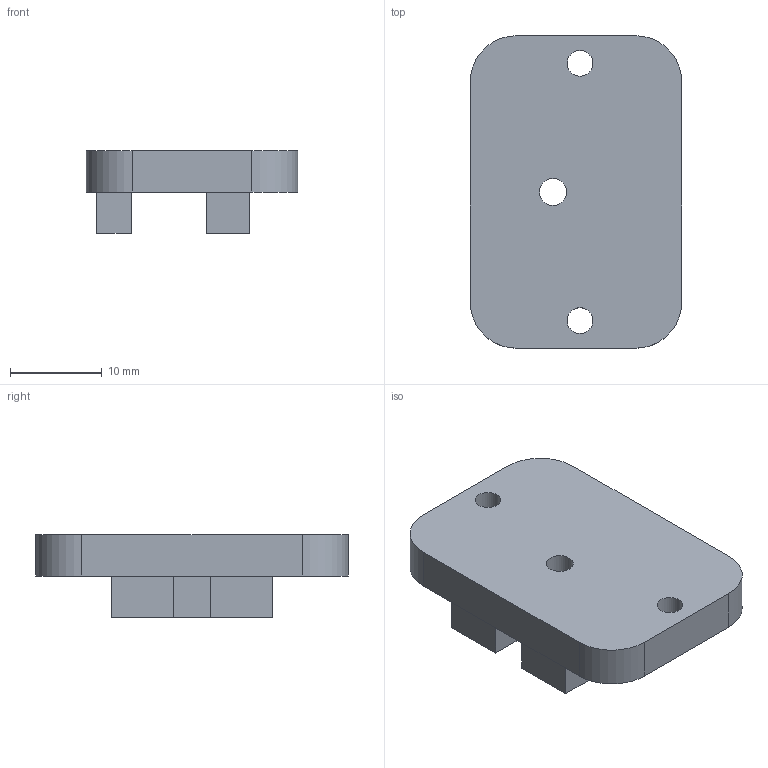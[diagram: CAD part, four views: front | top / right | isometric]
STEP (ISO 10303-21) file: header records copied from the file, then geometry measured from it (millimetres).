
FILE_DESCRIPTION(/* description */ (''),/* implementation_level */ '2;1');
FILE_NAME(/* name */ '30_Cube_Syringepump_90mm_linearmotor_pusher_V3.ipt.step',/* time_stamp */ '2022-11-29T08:18:31+01:00',/* author */ ('Prakash Lab'),/* organization */ (''),/* preprocessor_version */ 'ST-DEVELOPER v18.1',/* originating_system */ 'Autodesk Inventor 2022',/* authorisation */ '');
FILE_SCHEMA (('AUTOMOTIVE_DESIGN { 1 0 10303 214 3 1 1 }','PROCESS_PLANNING_SCHEMA'));
Length unit declared in the file: millimetre
Products named in the file (1): 30_Cube_Syringepump_90mm_linearmotor_pusher_V3
Bounding box: 23 x 34 x 9 mm (x, y, z)
Volume: 3939.8 mm3; surface area: 2469.2 mm2
Topology: 1 solids, 1 shells, 28 faces, 69 edges, 46 vertices
Faces by surface type: plane 21, cylinder 7
Full cylindrical faces by diameter (mm): 2.8 x2, 2.95 x1
Entity records: 880 total; most frequent: CARTESIAN_POINT 144, DIRECTION 141, ORIENTED_EDGE 138, EDGE_CURVE 69, LINE 55, VECTOR 55, VERTEX_POINT 46, AXIS2_PLACEMENT_3D 43
